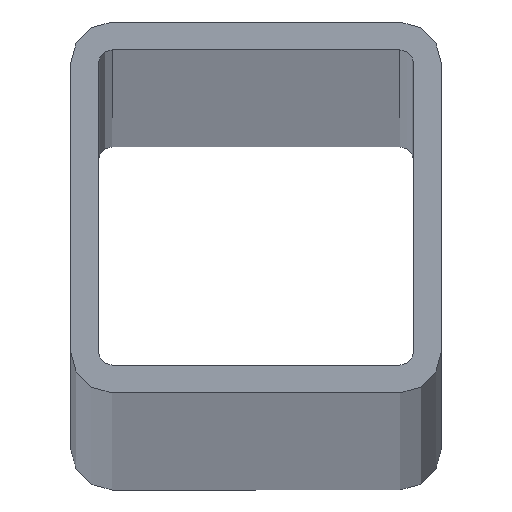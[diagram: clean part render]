
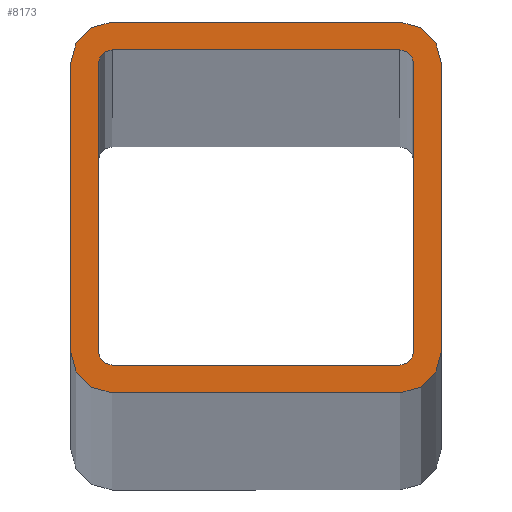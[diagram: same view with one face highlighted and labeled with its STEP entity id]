
A CAD part, top view. The second image highlights one B-rep face of the part: STEP entity #8173.
In plain terms, the highlighted planar face has unit normal (0, 0, 1).
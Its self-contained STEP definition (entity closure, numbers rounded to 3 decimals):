
#421 = DIRECTION ( 'NONE',  ( 0., 0., 1. ) ) ;
#881 = CARTESIAN_POINT ( 'NONE',  ( -15.5, -17., 3000. ) ) ;
#940 = EDGE_CURVE ( 'NONE', #9215, #8086, #4090, .T. ) ;
#964 = ORIENTED_EDGE ( 'NONE', *, *, #10717, .F. ) ;
#981 = VERTEX_POINT ( 'NONE', #9611 ) ;
#983 = VERTEX_POINT ( 'NONE', #10823 ) ;
#1086 = DIRECTION ( 'NONE',  ( 1., 0., 0. ) ) ;
#1165 = CARTESIAN_POINT ( 'NONE',  ( 20., 15.5, 3000. ) ) ;
#1188 = CARTESIAN_POINT ( 'NONE',  ( 15.5, -20., 3000. ) ) ;
#1233 = VERTEX_POINT ( 'NONE', #9826 ) ;
#1468 = EDGE_CURVE ( 'NONE', #983, #9091, #2562, .T. ) ;
#1571 = DIRECTION ( 'NONE',  ( 0., 0., 1. ) ) ;
#1608 = AXIS2_PLACEMENT_3D ( 'NONE', #14677, #421, #4043 ) ;
#1672 = DIRECTION ( 'NONE',  ( 1., 0., 0. ) ) ;
#1946 = CARTESIAN_POINT ( 'NONE',  ( 17., 15.5, 3000. ) ) ;
#2125 = DIRECTION ( 'NONE',  ( 1., 0., 0. ) ) ;
#2173 = DIRECTION ( 'NONE',  ( -1., 0., 0. ) ) ;
#2291 = CARTESIAN_POINT ( 'NONE',  ( 15.5, -15.5, 3000. ) ) ;
#2562 = LINE ( 'NONE', #3517, #8389 ) ;
#2577 = VERTEX_POINT ( 'NONE', #14831 ) ;
#2612 = DIRECTION ( 'NONE',  ( 0., 1., 0. ) ) ;
#2712 = CARTESIAN_POINT ( 'NONE',  ( -15.5, 17., 3000. ) ) ;
#2861 = DIRECTION ( 'NONE',  ( 0., 0., 1. ) ) ;
#2890 = AXIS2_PLACEMENT_3D ( 'NONE', #6188, #1571, #14738 ) ;
#3214 = EDGE_CURVE ( 'NONE', #1233, #7421, #5564, .T. ) ;
#3431 = EDGE_CURVE ( 'NONE', #10556, #11298, #8359, .T. ) ;
#3517 = CARTESIAN_POINT ( 'NONE',  ( 17., 15.5, 3000. ) ) ;
#3558 = EDGE_CURVE ( 'NONE', #981, #1233, #5930, .T. ) ;
#3831 = CIRCLE ( 'NONE', #1608, 4.5 ) ;
#4043 = DIRECTION ( 'NONE',  ( 1., 0., 0. ) ) ;
#4090 = LINE ( 'NONE', #11731, #9558 ) ;
#4159 = CARTESIAN_POINT ( 'NONE',  ( -17., 15.5, 3000. ) ) ;
#4330 = DIRECTION ( 'NONE',  ( -1., 0., 0. ) ) ;
#4441 = VECTOR ( 'NONE', #1672, 1000. ) ;
#4614 = VECTOR ( 'NONE', #8699, 1000. ) ;
#4654 = CIRCLE ( 'NONE', #14002, 1.5 ) ;
#4670 = EDGE_CURVE ( 'NONE', #2577, #12565, #5727, .T. ) ;
#4679 = VERTEX_POINT ( 'NONE', #13074 ) ;
#4890 = ORIENTED_EDGE ( 'NONE', *, *, #13202, .F. ) ;
#5040 = VERTEX_POINT ( 'NONE', #12095 ) ;
#5564 = LINE ( 'NONE', #10602, #7414 ) ;
#5609 = ORIENTED_EDGE ( 'NONE', *, *, #4670, .T. ) ;
#5727 = LINE ( 'NONE', #14348, #6850 ) ;
#5746 = LINE ( 'NONE', #8589, #4614 ) ;
#5756 = AXIS2_PLACEMENT_3D ( 'NONE', #2291, #7159, #5814 ) ;
#5814 = DIRECTION ( 'NONE',  ( -1., 0., 0. ) ) ;
#5879 = EDGE_CURVE ( 'NONE', #13768, #983, #13411, .T. ) ;
#5930 = CIRCLE ( 'NONE', #10941, 4.5 ) ;
#6188 = CARTESIAN_POINT ( 'NONE',  ( 15.5, 15.5, 3000. ) ) ;
#6327 = LINE ( 'NONE', #8807, #4441 ) ;
#6537 = AXIS2_PLACEMENT_3D ( 'NONE', #14074, #6899, #2125 ) ;
#6553 = DIRECTION ( 'NONE',  ( -1., 0., 0. ) ) ;
#6800 = DIRECTION ( 'NONE',  ( 0., 0., 1. ) ) ;
#6850 = VECTOR ( 'NONE', #10809, 1000. ) ;
#6899 = DIRECTION ( 'NONE',  ( 0., 0., 1. ) ) ;
#6974 = ORIENTED_EDGE ( 'NONE', *, *, #9927, .F. ) ;
#7052 = VECTOR ( 'NONE', #7667, 1000. ) ;
#7084 = FACE_OUTER_BOUND ( 'NONE', #15416, .T. ) ;
#7159 = DIRECTION ( 'NONE',  ( 0., 0., 1. ) ) ;
#7414 = VECTOR ( 'NONE', #14606, 1000. ) ;
#7421 = VERTEX_POINT ( 'NONE', #1188 ) ;
#7641 = EDGE_CURVE ( 'NONE', #5040, #981, #14625, .T. ) ;
#7667 = DIRECTION ( 'NONE',  ( -1., 0., 0. ) ) ;
#7719 = CARTESIAN_POINT ( 'NONE',  ( -20., 15.5, 3000. ) ) ;
#7730 = ORIENTED_EDGE ( 'NONE', *, *, #1468, .F. ) ;
#7795 = ORIENTED_EDGE ( 'NONE', *, *, #9674, .T. ) ;
#7852 = ORIENTED_EDGE ( 'NONE', *, *, #940, .T. ) ;
#7934 = CIRCLE ( 'NONE', #11511, 1.5 ) ;
#8086 = VERTEX_POINT ( 'NONE', #9721 ) ;
#8132 = ORIENTED_EDGE ( 'NONE', *, *, #5879, .F. ) ;
#8173 = ADVANCED_FACE ( 'NONE', ( #7084, #14639 ), #12367, .T. ) ;
#8340 = CARTESIAN_POINT ( 'NONE',  ( 15.5, 17., 3000. ) ) ;
#8359 = LINE ( 'NONE', #15138, #7052 ) ;
#8389 = VECTOR ( 'NONE', #2612, 1000. ) ;
#8401 = EDGE_CURVE ( 'NONE', #9091, #10556, #4654, .T. ) ;
#8426 = ORIENTED_EDGE ( 'NONE', *, *, #9516, .F. ) ;
#8528 = ORIENTED_EDGE ( 'NONE', *, *, #11248, .T. ) ;
#8589 = CARTESIAN_POINT ( 'NONE',  ( -17., 15.5, 3000. ) ) ;
#8609 = AXIS2_PLACEMENT_3D ( 'NONE', #12962, #6800, #2173 ) ;
#8699 = DIRECTION ( 'NONE',  ( 0., -1., 0. ) ) ;
#8715 = EDGE_LOOP ( 'NONE', ( #964, #6974, #10341, #14505, #7730, #8132, #8426, #4890 ) ) ;
#8807 = CARTESIAN_POINT ( 'NONE',  ( -15.5, -17., 3000. ) ) ;
#8904 = CARTESIAN_POINT ( 'NONE',  ( -15.5, -15.5, 3000. ) ) ;
#9005 = VERTEX_POINT ( 'NONE', #4159 ) ;
#9091 = VERTEX_POINT ( 'NONE', #1946 ) ;
#9202 = CARTESIAN_POINT ( 'NONE',  ( 15.5, -17., 3000. ) ) ;
#9215 = VERTEX_POINT ( 'NONE', #13901 ) ;
#9229 = CARTESIAN_POINT ( 'NONE',  ( 15.5, 15.5, 3000. ) ) ;
#9516 = EDGE_CURVE ( 'NONE', #11491, #13768, #6327, .T. ) ;
#9558 = VECTOR ( 'NONE', #12979, 1000. ) ;
#9610 = ORIENTED_EDGE ( 'NONE', *, *, #3214, .T. ) ;
#9611 = CARTESIAN_POINT ( 'NONE',  ( -20., -15.5, 3000. ) ) ;
#9674 = EDGE_CURVE ( 'NONE', #8086, #5040, #10102, .T. ) ;
#9721 = CARTESIAN_POINT ( 'NONE',  ( -15.5, 20., 3000. ) ) ;
#9826 = CARTESIAN_POINT ( 'NONE',  ( -15.5, -20., 3000. ) ) ;
#9927 = EDGE_CURVE ( 'NONE', #11298, #9005, #12903, .T. ) ;
#10102 = CIRCLE ( 'NONE', #13603, 4.5 ) ;
#10340 = CARTESIAN_POINT ( 'NONE',  ( -15.5, -15.5, 3000. ) ) ;
#10341 = ORIENTED_EDGE ( 'NONE', *, *, #3431, .F. ) ;
#10556 = VERTEX_POINT ( 'NONE', #8340 ) ;
#10602 = CARTESIAN_POINT ( 'NONE',  ( -15.5, -20., 3000. ) ) ;
#10717 = EDGE_CURVE ( 'NONE', #9005, #4679, #5746, .T. ) ;
#10809 = DIRECTION ( 'NONE',  ( 0., 1., 0. ) ) ;
#10823 = CARTESIAN_POINT ( 'NONE',  ( 17., -15.5, 3000. ) ) ;
#10941 = AXIS2_PLACEMENT_3D ( 'NONE', #10340, #11555, #4330 ) ;
#11248 = EDGE_CURVE ( 'NONE', #12565, #9215, #3831, .T. ) ;
#11298 = VERTEX_POINT ( 'NONE', #2712 ) ;
#11416 = VECTOR ( 'NONE', #14184, 1000. ) ;
#11472 = DIRECTION ( 'NONE',  ( 0., 0., 1. ) ) ;
#11491 = VERTEX_POINT ( 'NONE', #881 ) ;
#11511 = AXIS2_PLACEMENT_3D ( 'NONE', #8904, #2861, #6553 ) ;
#11555 = DIRECTION ( 'NONE',  ( 0., 0., 1. ) ) ;
#11731 = CARTESIAN_POINT ( 'NONE',  ( -15.5, 20., 3000. ) ) ;
#11828 = DIRECTION ( 'NONE',  ( 0., 0., 1. ) ) ;
#11986 = CARTESIAN_POINT ( 'NONE',  ( -15.5, 15.5, 3000. ) ) ;
#12052 = ORIENTED_EDGE ( 'NONE', *, *, #15084, .T. ) ;
#12095 = CARTESIAN_POINT ( 'NONE',  ( -20., 15.5, 3000. ) ) ;
#12367 = PLANE ( 'NONE',  #2890 ) ;
#12565 = VERTEX_POINT ( 'NONE', #1165 ) ;
#12726 = DIRECTION ( 'NONE',  ( 1., 0., 0. ) ) ;
#12813 = CIRCLE ( 'NONE', #5756, 4.5 ) ;
#12903 = CIRCLE ( 'NONE', #6537, 1.5 ) ;
#12962 = CARTESIAN_POINT ( 'NONE',  ( 15.5, -15.5, 3000. ) ) ;
#12979 = DIRECTION ( 'NONE',  ( -1., 0., 0. ) ) ;
#13074 = CARTESIAN_POINT ( 'NONE',  ( -17., -15.5, 3000. ) ) ;
#13202 = EDGE_CURVE ( 'NONE', #4679, #11491, #7934, .T. ) ;
#13411 = CIRCLE ( 'NONE', #8609, 1.5 ) ;
#13603 = AXIS2_PLACEMENT_3D ( 'NONE', #11986, #11828, #1086 ) ;
#13732 = ORIENTED_EDGE ( 'NONE', *, *, #3558, .T. ) ;
#13768 = VERTEX_POINT ( 'NONE', #9202 ) ;
#13901 = CARTESIAN_POINT ( 'NONE',  ( 15.5, 20., 3000. ) ) ;
#14002 = AXIS2_PLACEMENT_3D ( 'NONE', #9229, #11472, #12726 ) ;
#14074 = CARTESIAN_POINT ( 'NONE',  ( -15.5, 15.5, 3000. ) ) ;
#14184 = DIRECTION ( 'NONE',  ( 0., -1., 0. ) ) ;
#14348 = CARTESIAN_POINT ( 'NONE',  ( 20., 15.5, 3000. ) ) ;
#14505 = ORIENTED_EDGE ( 'NONE', *, *, #8401, .F. ) ;
#14606 = DIRECTION ( 'NONE',  ( 1., 0., 0. ) ) ;
#14625 = LINE ( 'NONE', #7719, #11416 ) ;
#14639 = FACE_BOUND ( 'NONE', #8715, .T. ) ;
#14677 = CARTESIAN_POINT ( 'NONE',  ( 15.5, 15.5, 3000. ) ) ;
#14738 = DIRECTION ( 'NONE',  ( 1., 0., 0. ) ) ;
#14831 = CARTESIAN_POINT ( 'NONE',  ( 20., -15.5, 3000. ) ) ;
#15084 = EDGE_CURVE ( 'NONE', #7421, #2577, #12813, .T. ) ;
#15138 = CARTESIAN_POINT ( 'NONE',  ( -15.5, 17., 3000. ) ) ;
#15416 = EDGE_LOOP ( 'NONE', ( #8528, #7852, #7795, #15450, #13732, #9610, #12052, #5609 ) ) ;
#15450 = ORIENTED_EDGE ( 'NONE', *, *, #7641, .T. ) ;
